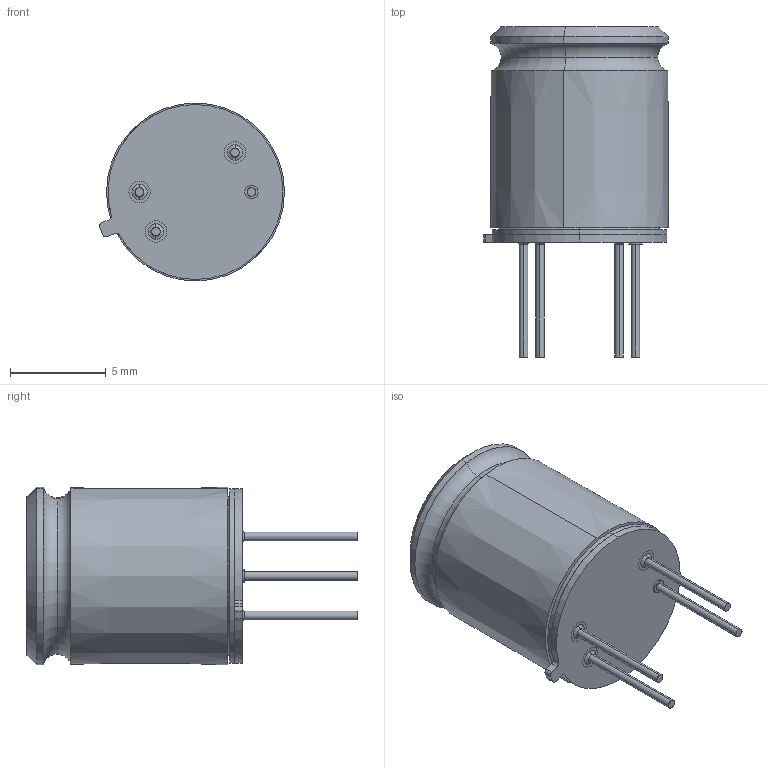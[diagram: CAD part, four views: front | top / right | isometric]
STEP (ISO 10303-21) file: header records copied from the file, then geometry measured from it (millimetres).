
FILE_DESCRIPTION((''),'2;1');
FILE_NAME('MLX90640-FOV60_BF1_ASM','2018-03-16T',('jre'),(''),'PRO/ENGINEER BY PARAMETRIC TECHNOLOGY CORPORATION, 2010280','PRO/ENGINEER BY PARAMETRIC TECHNOLOGY CORPORATION, 2010280','');
FILE_SCHEMA(('CONFIG_CONTROL_DESIGN'));
Length unit declared in the file: millimetre
Products named in the file (11): 90640-GLASS_ANY; 90640PIN_ANY; 90640-BASE_ANY; 90640-BRAZED-PIN_ANY; MLX9064X_HEADER_ASSY_ANY_ASM; 90640-60X15-APPERTURE_ANY; 90640-LENSE_ANY; 90640-CAP_ANY; MLX90640-FOV60_BF1_ANY_ASM; _MLX90640-FOV60_BF1; MLX90640-FOV60_BF1_ASM
Assembly tree (14 placements, depth 4):
  MLX90640-FOV60_BF1_ASM
    MLX90640-FOV60_BF1_ANY_ASM
      MLX9064X_HEADER_ASSY_ANY_ASM
        90640-GLASS_ANY  x3
        90640PIN_ANY  x3
        90640-BASE_ANY
        90640-BRAZED-PIN_ANY
      90640-60X15-APPERTURE_ANY
      90640-LENSE_ANY
      90640-CAP_ANY
    _MLX90640-FOV60_BF1
Bounding box: 9.66 x 17.25 x 9.3 mm (x, y, z)
Volume: 436 mm3; surface area: 1387.7 mm2
Topology: 11 solids, 11 shells, 133 faces, 273 edges, 165 vertices
Faces by surface type: cylinder 52, torus 28, plane 27, cone 24, sphere 2
Entity records: 3261 total; most frequent: DIRECTION 665, CARTESIAN_POINT 506, ORIENTED_EDGE 450, AXIS2_PLACEMENT_3D 296, EDGE_CURVE 225, CIRCLE 152, VERTEX_POINT 137, EDGE_LOOP 124
